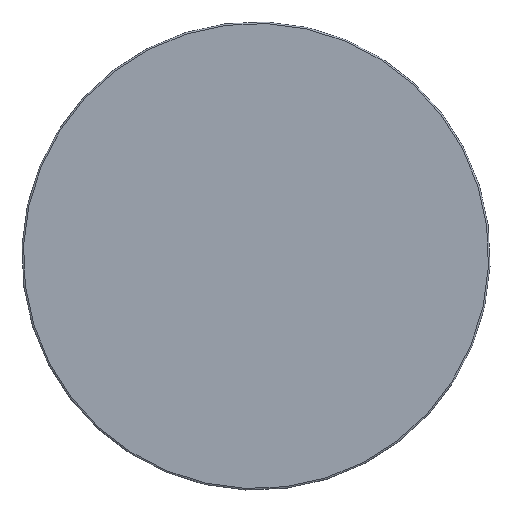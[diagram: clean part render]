
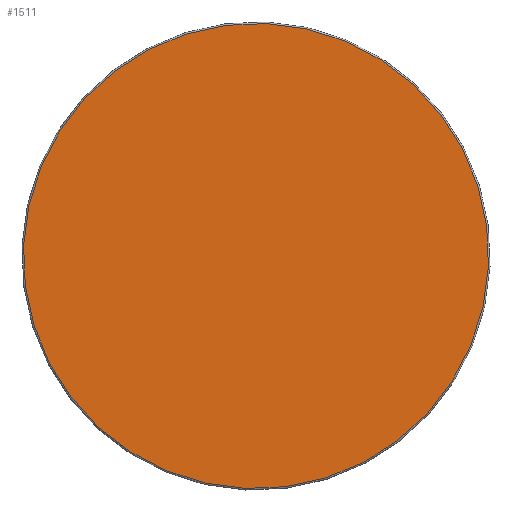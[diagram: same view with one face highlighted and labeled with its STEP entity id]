
A CAD part, front view. The second image highlights one B-rep face of the part: STEP entity #1511.
In plain terms, the highlighted planar face has unit normal (0, -1, 0).
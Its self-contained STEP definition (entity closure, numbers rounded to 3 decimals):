
#230=PLANE('',#1788);
#291=FACE_OUTER_BOUND('',#415,.T.);
#415=EDGE_LOOP('',(#1260,#1261));
#704=CIRCLE('',#1779,43.7);
#709=CIRCLE('',#1784,43.7);
#785=VERTEX_POINT('',#2455);
#786=VERTEX_POINT('',#2456);
#953=EDGE_CURVE('',#785,#786,#704,.T.);
#958=EDGE_CURVE('',#786,#785,#709,.T.);
#1260=ORIENTED_EDGE('',*,*,#953,.F.);
#1261=ORIENTED_EDGE('',*,*,#958,.F.);
#1511=ADVANCED_FACE('',(#291),#230,.T.);
#1779=AXIS2_PLACEMENT_3D('',#2457,#2077,#2078);
#1784=AXIS2_PLACEMENT_3D('',#2465,#2087,#2088);
#1788=AXIS2_PLACEMENT_3D('',#2472,#2096,#2097);
#2077=DIRECTION('center_axis',(0.,1.,0.));
#2078=DIRECTION('ref_axis',(-1.,0.,0.));
#2087=DIRECTION('center_axis',(0.,1.,0.));
#2088=DIRECTION('ref_axis',(-1.,0.,0.));
#2096=DIRECTION('center_axis',(0.,-1.,0.));
#2097=DIRECTION('ref_axis',(0.,0.,-1.));
#2455=CARTESIAN_POINT('',(43.7,0.,0.));
#2456=CARTESIAN_POINT('',(0.,0.,43.7));
#2457=CARTESIAN_POINT('Origin',(0.,0.,0.));
#2465=CARTESIAN_POINT('Origin',(0.,0.,0.));
#2472=CARTESIAN_POINT('Origin',(0.,0.,0.));
